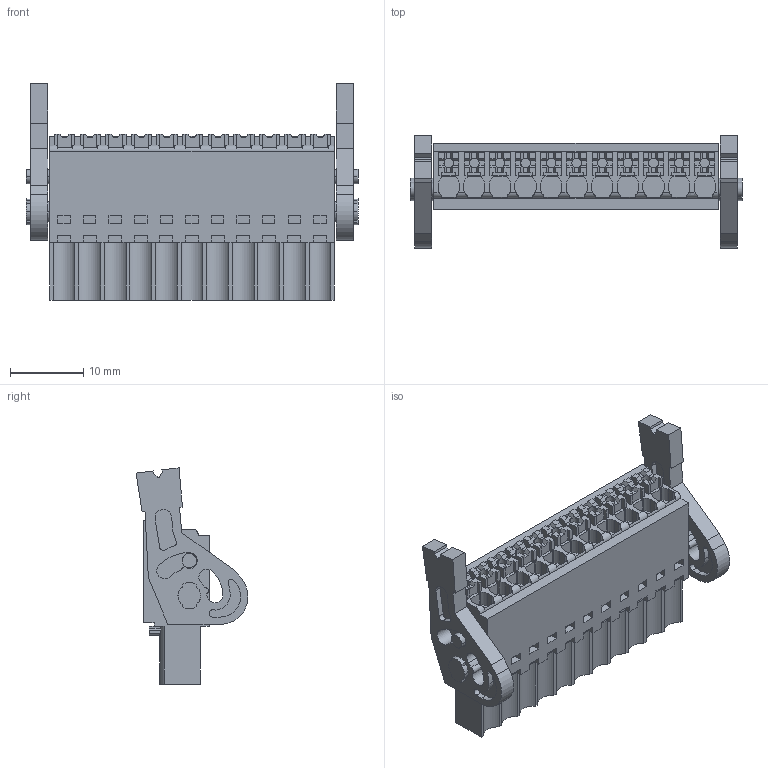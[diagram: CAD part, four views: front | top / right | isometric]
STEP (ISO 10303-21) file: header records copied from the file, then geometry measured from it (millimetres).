
FILE_DESCRIPTION(('CATIA V5 STEP Exchange','CAx-IF Rec.Pracs.--- Model Styling and Organization---1.2---2011-12-15'),'2;1');
FILE_NAME ('D1462604_0', '2017-04-26T07:18:32+00:00', ('none'), ('Weidmueller'), 'CATIA Version 5-6 Release 2014', 'CATIA V5 STEP AP214', 'none');
FILE_SCHEMA(('AUTOMOTIVE_DESIGN { 1 0 10303 214 1 1 1 1 }'));
Length unit declared in the file: millimetre
Products named in the file (1): 2460040000
Bounding box: 45.4 x 15.3 x 29.59 mm (x, y, z)
Volume: 6392.6 mm3; surface area: 5895 mm2
Topology: 14 solids, 14 shells, 1190 faces, 3454 edges, 2326 vertices
Faces by surface type: plane 1015, cylinder 175
Entity records: 35969 total; most frequent: CARTESIAN_POINT 7150, ORIENTED_EDGE 6908, DIRECTION 4448, EDGE_CURVE 3454, VECTOR 2787, LINE 2787, VERTEX_POINT 2326, EDGE_LOOP 1258
